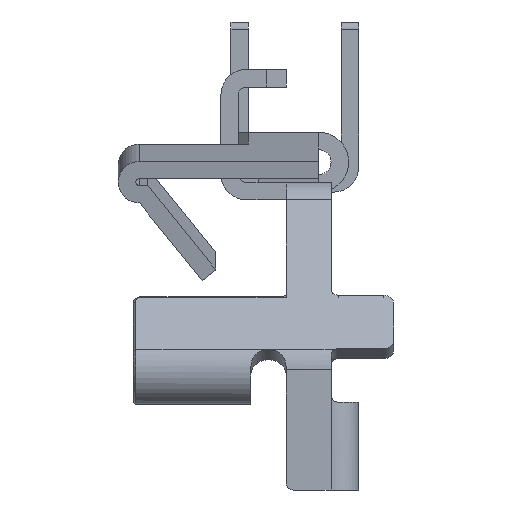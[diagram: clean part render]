
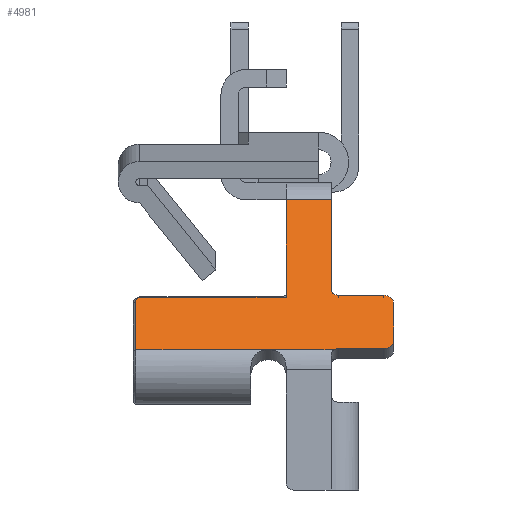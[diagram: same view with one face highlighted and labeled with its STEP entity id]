
A CAD part, left-side view. The second image highlights one B-rep face of the part: STEP entity #4981.
In plain terms, the highlighted planar face has unit normal (-0.819, 0, 0.574).
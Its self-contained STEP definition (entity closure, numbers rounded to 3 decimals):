
#1117=DIRECTION('',(-0.574,0.,-0.819));
#1118=VECTOR('',#1117,2.379);
#1119=CARTESIAN_POINT('',(-10.535,0.175,-1.351));
#1120=LINE('',#1119,#1118);
#1170=DIRECTION('',(0.,-1.,0.));
#1171=VECTOR('',#1170,2.65);
#1172=CARTESIAN_POINT('',(-12.633,3.175,
-4.348));
#1173=LINE('',#1172,#1171);
#1183=DIRECTION('',(0.574,0.,0.819));
#1184=VECTOR('',#1183,1.18);
#1185=CARTESIAN_POINT('',(-12.633,3.175,
-4.348));
#1186=LINE('',#1185,#1184);
#1187=CARTESIAN_POINT('',(-11.957,3.075,-3.382));
#1188=DIRECTION('',(0.819,0.,-0.574));
#1189=DIRECTION('',(0.,1.,0.));
#1190=AXIS2_PLACEMENT_3D('',#1187,#1188,#1189);
#1192=DIRECTION('',(0.,-1.,0.));
#1193=VECTOR('',#1192,2.9);
#1194=CARTESIAN_POINT('',(-11.899,3.075,
-3.3));
#1195=LINE('',#1194,#1193);
#1196=DIRECTION('',(0.,-1.,0.));
#1197=VECTOR('',#1196,0.9);
#1198=CARTESIAN_POINT('',(-11.871,-0.875,-3.259));
#1199=LINE('',#1198,#1197);
#1200=CARTESIAN_POINT('',(-11.985,-1.775,-3.423));
#1201=DIRECTION('',(-0.819,0.,0.574));
#1202=DIRECTION('',(0.,-1.,0.));
#1203=AXIS2_PLACEMENT_3D('',#1200,#1201,#1202);
#1205=CARTESIAN_POINT('',(-12.501,-1.775,-4.16));
#1206=DIRECTION('',(-0.819,0.,0.574));
#1207=DIRECTION('',(-0.574,0.,-0.819));
#1208=AXIS2_PLACEMENT_3D('',#1205,#1206,#1207);
#1210=DIRECTION('',(0.,1.,0.));
#1211=VECTOR('',#1210,1.31);
#1212=CARTESIAN_POINT('',(-12.633,-0.785,-4.348));
#1213=LINE('',#1212,#1211);
#1339=CARTESIAN_POINT('',(-12.633,0.525,
-4.348));
#1469=DIRECTION('',(0.574,0.,0.819));
#1470=VECTOR('',#1469,2.179);
#1471=CARTESIAN_POINT('',(-11.785,-0.725,-3.136));
#1472=LINE('',#1471,#1470);
#1806=DIRECTION('',(-0.574,0.,-0.819));
#1807=VECTOR('',#1806,0.9);
#1808=CARTESIAN_POINT('',(-11.985,-1.975,-3.423));
#1809=LINE('',#1808,#1807);
#1838=DIRECTION('',(0.,-1.,0.));
#1839=VECTOR('',#1838,0.9);
#1840=CARTESIAN_POINT('',(-12.616,-0.875,-4.324));
#1841=LINE('',#1840,#1839);
#1847=CARTESIAN_POINT('',(-12.633,-0.785,-4.348));
#1849=CARTESIAN_POINT('',(-12.702,-0.875,-4.447));
#1850=DIRECTION('',(0.819,0.,-0.574));
#1851=DIRECTION('',(0.459,0.6,0.655));
#1852=AXIS2_PLACEMENT_3D('',#1849,#1850,#1851);
#1883=CARTESIAN_POINT('',(-11.785,-0.875,-3.136));
#1884=DIRECTION('',(0.819,0.,-0.574));
#1885=DIRECTION('',(-0.574,0.,-0.819));
#1886=AXIS2_PLACEMENT_3D('',#1883,#1884,#1885);
#2608=DIRECTION('',(0.,-1.,0.));
#2609=VECTOR('',#2608,0.9);
#2610=CARTESIAN_POINT('',(-10.535,0.175,-1.351));
#2611=LINE('',#2610,#2609);
#2928=CARTESIAN_POINT('',(-10.535,0.175,-1.351));
#2929=CARTESIAN_POINT('',(-10.535,-0.725,-1.351));
#2930=VERTEX_POINT('',#2928);
#2931=VERTEX_POINT('',#2929);
#3317=CARTESIAN_POINT('',(-11.871,-0.875,-3.259));
#3318=CARTESIAN_POINT('',(-11.785,-0.725,-3.136));
#3319=VERTEX_POINT('',#3317);
#3320=VERTEX_POINT('',#3318);
#3377=CARTESIAN_POINT('',(-12.616,-1.775,-4.324));
#3378=VERTEX_POINT('',#3377);
#3379=CARTESIAN_POINT('',(-12.501,-1.975,-4.16));
#3380=VERTEX_POINT('',#3379);
#3381=CARTESIAN_POINT('',(-11.985,-1.975,-3.423));
#3382=CARTESIAN_POINT('',(-11.871,-1.775,-3.259));
#3383=VERTEX_POINT('',#3381);
#3384=VERTEX_POINT('',#3382);
#3449=CARTESIAN_POINT('',(-12.616,-0.875,-4.324));
#3451=VERTEX_POINT('',#3449);
#3453=VERTEX_POINT('',#1847);
#3456=VERTEX_POINT('',#1339);
#3471=CARTESIAN_POINT('',(-12.633,3.175,
-4.348));
#3472=CARTESIAN_POINT('',(-11.957,3.175,
-3.382));
#3473=VERTEX_POINT('',#3471);
#3474=VERTEX_POINT('',#3472);
#3475=CARTESIAN_POINT('',(-11.899,3.075,
-3.3));
#3476=CARTESIAN_POINT('',(-11.899,0.175,-3.3));
#3477=VERTEX_POINT('',#3475);
#3478=VERTEX_POINT('',#3476);
#4947=CARTESIAN_POINT('',(-12.633,0.175,-4.348));
#4948=DIRECTION('',(-0.819,0.,0.574));
#4949=DIRECTION('',(0.574,0.,0.819));
#4950=AXIS2_PLACEMENT_3D('',#4947,#4948,#4949);
#4951=PLANE('',#4950);
#4953=ORIENTED_EDGE('',*,*,#4952,.T.);
#4955=ORIENTED_EDGE('',*,*,#4954,.T.);
#4957=ORIENTED_EDGE('',*,*,#4956,.T.);
#4958=ORIENTED_EDGE('',*,*,#4847,.F.);
#4960=ORIENTED_EDGE('',*,*,#4959,.T.);
#4962=ORIENTED_EDGE('',*,*,#4961,.F.);
#4964=ORIENTED_EDGE('',*,*,#4963,.F.);
#4966=ORIENTED_EDGE('',*,*,#4965,.T.);
#4968=ORIENTED_EDGE('',*,*,#4967,.F.);
#4970=ORIENTED_EDGE('',*,*,#4969,.T.);
#4972=ORIENTED_EDGE('',*,*,#4971,.F.);
#4974=ORIENTED_EDGE('',*,*,#4973,.F.);
#4976=ORIENTED_EDGE('',*,*,#4975,.F.);
#4977=ORIENTED_EDGE('',*,*,#4916,.T.);
#4978=ORIENTED_EDGE('',*,*,#4936,.F.);
#4979=EDGE_LOOP('',(#4953,#4955,#4957,#4958,#4960,#4962,#4964,#4966,#4968,#4970,
#4972,#4974,#4976,#4977,#4978));
#4980=FACE_OUTER_BOUND('',#4979,.F.);
#1191=CIRCLE('',#1190,0.1);
#1204=CIRCLE('',#1203,0.2);
#1209=CIRCLE('',#1208,0.2);
#1853=CIRCLE('',#1852,0.15);
#1887=CIRCLE('',#1886,0.15);
#4847=EDGE_CURVE('',#2930,#3478,#1120,.T.);
#4916=EDGE_CURVE('',#3453,#3456,#1213,.T.);
#4936=EDGE_CURVE('',#3473,#3456,#1173,.T.);
#4952=EDGE_CURVE('',#3473,#3474,#1186,.T.);
#4954=EDGE_CURVE('',#3474,#3477,#1191,.T.);
#4956=EDGE_CURVE('',#3477,#3478,#1195,.T.);
#4959=EDGE_CURVE('',#2930,#2931,#2611,.T.);
#4961=EDGE_CURVE('',#3320,#2931,#1472,.T.);
#4963=EDGE_CURVE('',#3319,#3320,#1887,.T.);
#4965=EDGE_CURVE('',#3319,#3384,#1199,.T.);
#4967=EDGE_CURVE('',#3383,#3384,#1204,.T.);
#4969=EDGE_CURVE('',#3383,#3380,#1809,.T.);
#4971=EDGE_CURVE('',#3378,#3380,#1209,.T.);
#4973=EDGE_CURVE('',#3451,#3378,#1841,.T.);
#4975=EDGE_CURVE('',#3453,#3451,#1853,.T.);
#4981=ADVANCED_FACE('',(#4980),#4951,.T.);
